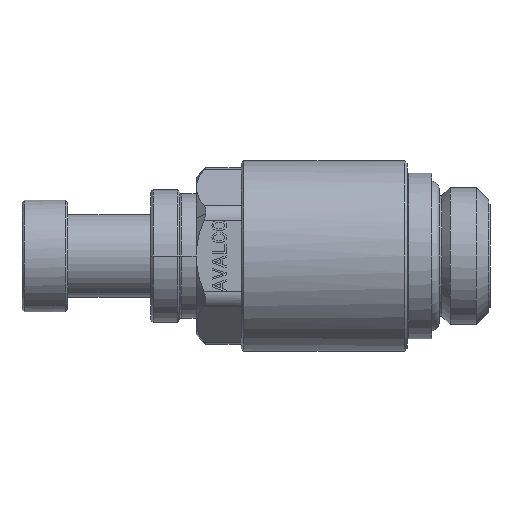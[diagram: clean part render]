
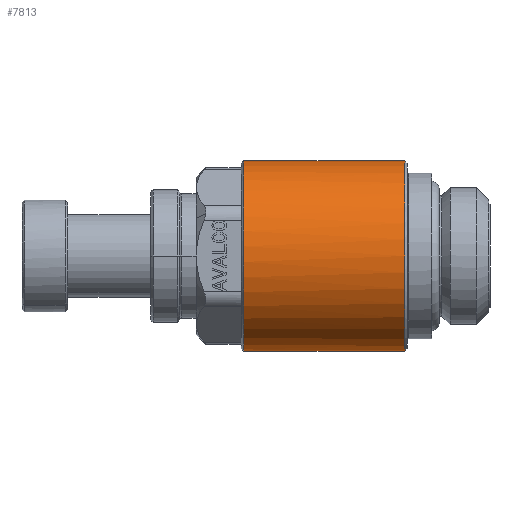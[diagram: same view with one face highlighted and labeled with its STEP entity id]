
A CAD part, left-side view. The second image highlights one B-rep face of the part: STEP entity #7813.
In plain terms, the highlighted cylindrical face has radius 11.5 mm (diameter 23 mm), a partial arc.
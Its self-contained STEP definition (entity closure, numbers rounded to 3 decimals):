
#5580=CARTESIAN_POINT('Vertex',(0.,10.6,-11.5)) ;
#5587=CARTESIAN_POINT('Vertex',(0.,10.6,11.5)) ;
#5590=CARTESIAN_POINT('Axis2P3D Location',(0.,10.6,0.)) ;
#7771=CARTESIAN_POINT('Axis2P3D Location',(0.,10.419,0.)) ;
#7776=CARTESIAN_POINT('Line Origine',(0.,10.419,11.5)) ;
#7780=CARTESIAN_POINT('Vertex',(0.,30.,11.5)) ;
#7784=CARTESIAN_POINT('Control Point',(0.,30.,11.5)) ;
#7785=CARTESIAN_POINT('Control Point',(-1.806,30.,11.5)) ;
#7786=CARTESIAN_POINT('Control Point',(-3.613,30.,11.145)) ;
#7787=CARTESIAN_POINT('Control Point',(-5.326,30.,10.436)) ;
#7788=CARTESIAN_POINT('Control Point',(-8.383,30.,8.383)) ;
#7789=CARTESIAN_POINT('Control Point',(-10.436,30.,5.326)) ;
#7790=CARTESIAN_POINT('Control Point',(-11.145,30.,3.613)) ;
#7791=CARTESIAN_POINT('Control Point',(-11.855,30.,0.)) ;
#7792=CARTESIAN_POINT('Control Point',(-11.145,30.,-3.613)) ;
#7793=CARTESIAN_POINT('Control Point',(-10.436,30.,-5.326)) ;
#7794=CARTESIAN_POINT('Control Point',(-8.383,30.,-8.383)) ;
#7795=CARTESIAN_POINT('Control Point',(-5.326,30.,-10.436)) ;
#7796=CARTESIAN_POINT('Control Point',(-3.613,30.,-11.145)) ;
#7797=CARTESIAN_POINT('Control Point',(-1.806,30.,-11.5)) ;
#7798=CARTESIAN_POINT('Control Point',(0.,30.,-11.5)) ;
#7799=CARTESIAN_POINT('Vertex',(0.,30.,-11.5)) ;
#7802=CARTESIAN_POINT('Line Origine',(0.,10.419,-11.5)) ;
#5591=DIRECTION('Axis2P3D Direction',(0.,1.,0.)) ;
#7772=DIRECTION('Axis2P3D Direction',(0.,-1.,-0.)) ;
#7773=DIRECTION('Axis2P3D XDirection',(0.,-0.,1.)) ;
#7777=DIRECTION('Vector Direction',(0.,-1.,0.)) ;
#7803=DIRECTION('Vector Direction',(0.,-1.,0.)) ;
#5592=AXIS2_PLACEMENT_3D('Circle Axis2P3D',#5590,#5591,$) ;
#7774=AXIS2_PLACEMENT_3D('Cylinder Axis2P3D',#7771,#7772,#7773) ;
#7808=ORIENTED_EDGE('',*,*,#7782,.F.) ;
#7809=ORIENTED_EDGE('',*,*,#7801,.T.) ;
#7810=ORIENTED_EDGE('',*,*,#7806,.T.) ;
#7811=ORIENTED_EDGE('',*,*,#5594,.F.) ;
#7778=VECTOR('Line Direction',#7777,1.) ;
#7804=VECTOR('Line Direction',#7803,1.) ;
#7813=ADVANCED_FACE('NONE',(#7812),#7775,.T.) ;
#7783=B_SPLINE_CURVE_WITH_KNOTS('',5,(#7784,#7785,#7786,#7787,#7788,#7789,#7790,#7791,#7792,#7793,#7794,#7795,#7796,#7797,#7798),.UNSPECIFIED.,.F.,.U.,(6,3,3,3,6),(-18.064,-9.032,0.,9.032,18.064),.UNSPECIFIED.) ;
#5593=CIRCLE('generated circle',#5592,11.5) ;
#7775=CYLINDRICAL_SURFACE('generated cylinder',#7774,11.5) ;
#5594=EDGE_CURVE('',#5588,#5581,#5593,.F.) ;
#7782=EDGE_CURVE('',#7781,#5588,#7779,.T.) ;
#7801=EDGE_CURVE('',#7781,#7800,#7783,.T.) ;
#7806=EDGE_CURVE('',#7800,#5581,#7805,.T.) ;
#7807=EDGE_LOOP('',(#7808,#7809,#7810,#7811)) ;
#7812=FACE_OUTER_BOUND('',#7807,.T.) ;
#7779=LINE('Line',#7776,#7778) ;
#7805=LINE('Line',#7802,#7804) ;
#5581=VERTEX_POINT('',#5580) ;
#5588=VERTEX_POINT('',#5587) ;
#7781=VERTEX_POINT('',#7780) ;
#7800=VERTEX_POINT('',#7799) ;
